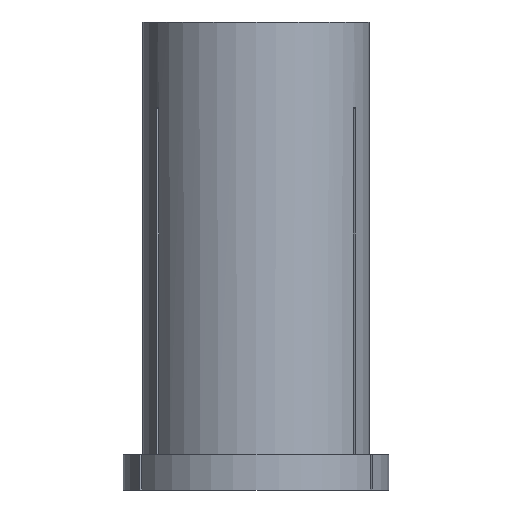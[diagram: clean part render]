
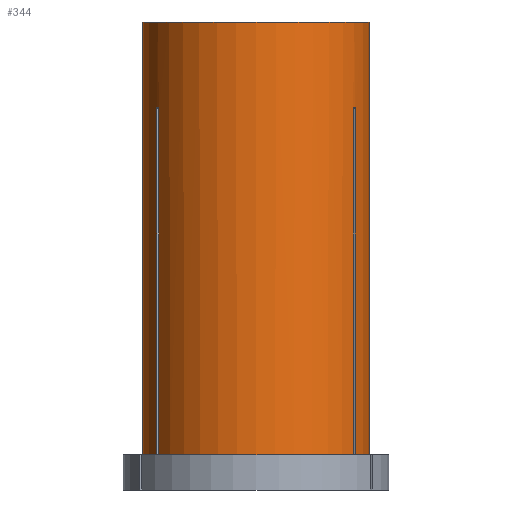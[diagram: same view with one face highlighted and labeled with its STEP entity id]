
A CAD part, front view. The second image highlights one B-rep face of the part: STEP entity #344.
In plain terms, the highlighted cylindrical face has radius 16 mm (diameter 32 mm), a partial arc.
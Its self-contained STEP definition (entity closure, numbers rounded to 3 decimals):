
#4 = ORIENTED_EDGE ( 'NONE', *, *, #965, .T. ) ;
#28 = EDGE_CURVE ( 'NONE', #647, #583, #1073, .T. ) ;
#61 = CARTESIAN_POINT ( 'NONE',  ( 14.004, -7.739, -12.085 ) ) ;
#73 = AXIS2_PLACEMENT_3D ( 'NONE', #904, #890, #435 ) ;
#81 = EDGE_CURVE ( 'NONE', #654, #1095, #177, .T. ) ;
#84 = DIRECTION ( 'NONE',  ( 0., 0., 1. ) ) ;
#89 = EDGE_CURVE ( 'NONE', #1273, #583, #1259, .T. ) ;
#96 = VERTEX_POINT ( 'NONE', #759 ) ;
#99 = VERTEX_POINT ( 'NONE', #1065 ) ;
#110 = VERTEX_POINT ( 'NONE', #271 ) ;
#112 = DIRECTION ( 'NONE',  ( 0., 0., 1. ) ) ;
#116 = EDGE_LOOP ( 'NONE', ( #1003, #846, #835, #1177, #293, #1115, #4, #1107, #850, #956, #792, #1199 ) ) ;
#135 = CARTESIAN_POINT ( 'NONE',  ( -13.704, -8.258, -12.085 ) ) ;
#152 = DIRECTION ( 'NONE',  ( 0., 0., 1. ) ) ;
#177 = CIRCLE ( 'NONE', #1050, 16. ) ;
#183 = DIRECTION ( 'NONE',  ( 1., 0., 0. ) ) ;
#190 = DIRECTION ( 'NONE',  ( 0., 0., 1. ) ) ;
#270 = CARTESIAN_POINT ( 'NONE',  ( -16., 0., 0. ) ) ;
#271 = CARTESIAN_POINT ( 'NONE',  ( -13.704, -8.258, -61. ) ) ;
#293 = ORIENTED_EDGE ( 'NONE', *, *, #350, .F. ) ;
#307 = CARTESIAN_POINT ( 'NONE',  ( -13.704, -8.258, -12.085 ) ) ;
#309 = EDGE_CURVE ( 'NONE', #99, #654, #1210, .T. ) ;
#319 = CARTESIAN_POINT ( 'NONE',  ( 16., 0., 0. ) ) ;
#328 = EDGE_CURVE ( 'NONE', #99, #1258, #1013, .T. ) ;
#331 = EDGE_CURVE ( 'NONE', #110, #1267, #1079, .T. ) ;
#344 = ADVANCED_FACE ( 'NONE', ( #1010 ), #982, .T. ) ;
#345 = B_SPLINE_CURVE_WITH_KNOTS ( 'NONE', 3,
 ( #603, #1110, #1206, #853, #976, #307 ),
 .UNSPECIFIED., .F., .F.,
 ( 4, 2, 4 ),
 ( 0.081, 0.082, 0.082 ),
 .UNSPECIFIED. ) ;
#350 = EDGE_CURVE ( 'NONE', #110, #1171, #1012, .T. ) ;
#358 = CARTESIAN_POINT ( 'NONE',  ( 0., 0., 0. ) ) ;
#362 = CARTESIAN_POINT ( 'NONE',  ( 13.955, -7.827, -12.084 ) ) ;
#371 = DIRECTION ( 'NONE',  ( 1., 0., 0. ) ) ;
#435 = DIRECTION ( 'NONE',  ( 1., 0., 0. ) ) ;
#445 = CARTESIAN_POINT ( 'NONE',  ( 13.704, -8.258, -61. ) ) ;
#450 = VECTOR ( 'NONE', #1275, 1000. ) ;
#488 = LINE ( 'NONE', #559, #450 ) ;
#496 = CARTESIAN_POINT ( 'NONE',  ( 13.704, -8.258, 0. ) ) ;
#507 = AXIS2_PLACEMENT_3D ( 'NONE', #884, #84, #371 ) ;
#531 = DIRECTION ( 'NONE',  ( 1., 0., 0. ) ) ;
#554 = AXIS2_PLACEMENT_3D ( 'NONE', #776, #676, #808 ) ;
#555 = VECTOR ( 'NONE', #620, 1000. ) ;
#559 = CARTESIAN_POINT ( 'NONE',  ( 16., 0., 0. ) ) ;
#573 = VECTOR ( 'NONE', #112, 1000. ) ;
#583 = VERTEX_POINT ( 'NONE', #685 ) ;
#590 = LINE ( 'NONE', #496, #573 ) ;
#603 = CARTESIAN_POINT ( 'NONE',  ( -14.004, -7.739, -12.085 ) ) ;
#620 = DIRECTION ( 'NONE',  ( 0., 0., 1. ) ) ;
#639 = LINE ( 'NONE', #974, #555 ) ;
#642 = CARTESIAN_POINT ( 'NONE',  ( 13.857, -8.001, -12.083 ) ) ;
#647 = VERTEX_POINT ( 'NONE', #832 ) ;
#654 = VERTEX_POINT ( 'NONE', #270 ) ;
#666 = CIRCLE ( 'NONE', #838, 16. ) ;
#670 = CARTESIAN_POINT ( 'NONE',  ( -14.004, -7.739, -61. ) ) ;
#676 = DIRECTION ( 'NONE',  ( 0., 0., 1. ) ) ;
#685 = CARTESIAN_POINT ( 'NONE',  ( 14.004, -7.739, -12.085 ) ) ;
#694 = VECTOR ( 'NONE', #1116, 1000. ) ;
#717 = CARTESIAN_POINT ( 'NONE',  ( -13.704, -8.258, 0. ) ) ;
#725 = CARTESIAN_POINT ( 'NONE',  ( -16., 0., 0. ) ) ;
#759 = CARTESIAN_POINT ( 'NONE',  ( 16., 0., -61. ) ) ;
#776 = CARTESIAN_POINT ( 'NONE',  ( 0., 0., -61. ) ) ;
#792 = ORIENTED_EDGE ( 'NONE', *, *, #1166, .T. ) ;
#793 = CARTESIAN_POINT ( 'NONE',  ( -14.004, -7.739, -12.085 ) ) ;
#806 = DIRECTION ( 'NONE',  ( 0., 0., 1. ) ) ;
#808 = DIRECTION ( 'NONE',  ( 1., 0., 0. ) ) ;
#832 = CARTESIAN_POINT ( 'NONE',  ( 14.004, -7.739, -61. ) ) ;
#835 = ORIENTED_EDGE ( 'NONE', *, *, #991, .T. ) ;
#838 = AXIS2_PLACEMENT_3D ( 'NONE', #921, #896, #531 ) ;
#846 = ORIENTED_EDGE ( 'NONE', *, *, #328, .T. ) ;
#850 = ORIENTED_EDGE ( 'NONE', *, *, #28, .F. ) ;
#853 = CARTESIAN_POINT ( 'NONE',  ( -13.806, -8.087, -12.083 ) ) ;
#861 = CARTESIAN_POINT ( 'NONE',  ( 13.704, -8.258, -12.085 ) ) ;
#869 = EDGE_CURVE ( 'NONE', #647, #96, #666, .T. ) ;
#884 = CARTESIAN_POINT ( 'NONE',  ( 0., 0., -61. ) ) ;
#890 = DIRECTION ( 'NONE',  ( 0., 0., 1. ) ) ;
#896 = DIRECTION ( 'NONE',  ( 0., 0., 1. ) ) ;
#904 = CARTESIAN_POINT ( 'NONE',  ( 0., 0., 0. ) ) ;
#921 = CARTESIAN_POINT ( 'NONE',  ( 0., 0., -61. ) ) ;
#956 = ORIENTED_EDGE ( 'NONE', *, *, #869, .T. ) ;
#965 = EDGE_CURVE ( 'NONE', #1267, #1273, #590, .T. ) ;
#974 = CARTESIAN_POINT ( 'NONE',  ( -14.004, -7.739, 0. ) ) ;
#976 = CARTESIAN_POINT ( 'NONE',  ( -13.755, -8.173, -12.084 ) ) ;
#982 = CYLINDRICAL_SURFACE ( 'NONE', #73, 16. ) ;
#991 = EDGE_CURVE ( 'NONE', #1258, #1063, #639, .T. ) ;
#992 = VECTOR ( 'NONE', #806, 1000. ) ;
#1003 = ORIENTED_EDGE ( 'NONE', *, *, #309, .F. ) ;
#1010 = FACE_OUTER_BOUND ( 'NONE', #116, .T. ) ;
#1012 = LINE ( 'NONE', #717, #992 ) ;
#1013 = CIRCLE ( 'NONE', #554, 16. ) ;
#1050 = AXIS2_PLACEMENT_3D ( 'NONE', #358, #152, #183 ) ;
#1057 = CARTESIAN_POINT ( 'NONE',  ( 13.755, -8.173, -12.084 ) ) ;
#1063 = VERTEX_POINT ( 'NONE', #793 ) ;
#1065 = CARTESIAN_POINT ( 'NONE',  ( -16., 0., -61. ) ) ;
#1073 = LINE ( 'NONE', #1249, #1155 ) ;
#1079 = CIRCLE ( 'NONE', #507, 16. ) ;
#1095 = VERTEX_POINT ( 'NONE', #319 ) ;
#1107 = ORIENTED_EDGE ( 'NONE', *, *, #89, .T. ) ;
#1110 = CARTESIAN_POINT ( 'NONE',  ( -13.956, -7.826, -12.084 ) ) ;
#1115 = ORIENTED_EDGE ( 'NONE', *, *, #331, .T. ) ;
#1116 = DIRECTION ( 'NONE',  ( 0., 0., 1. ) ) ;
#1155 = VECTOR ( 'NONE', #190, 1000. ) ;
#1166 = EDGE_CURVE ( 'NONE', #96, #1095, #488, .T. ) ;
#1171 = VERTEX_POINT ( 'NONE', #135 ) ;
#1177 = ORIENTED_EDGE ( 'NONE', *, *, #1220, .T. ) ;
#1199 = ORIENTED_EDGE ( 'NONE', *, *, #81, .F. ) ;
#1206 = CARTESIAN_POINT ( 'NONE',  ( -13.906, -7.914, -12.083 ) ) ;
#1210 = LINE ( 'NONE', #725, #694 ) ;
#1218 = CARTESIAN_POINT ( 'NONE',  ( 13.704, -8.258, -12.085 ) ) ;
#1220 = EDGE_CURVE ( 'NONE', #1063, #1171, #345, .T. ) ;
#1249 = CARTESIAN_POINT ( 'NONE',  ( 14.004, -7.739, 0. ) ) ;
#1258 = VERTEX_POINT ( 'NONE', #670 ) ;
#1259 = B_SPLINE_CURVE_WITH_KNOTS ( 'NONE', 3,
 ( #861, #1057, #642, #362, #61 ),
 .UNSPECIFIED., .F., .F.,
 ( 4, 1, 4 ),
 ( 0.09, 0.09, 0.09 ),
 .UNSPECIFIED. ) ;
#1267 = VERTEX_POINT ( 'NONE', #445 ) ;
#1273 = VERTEX_POINT ( 'NONE', #1218 ) ;
#1275 = DIRECTION ( 'NONE',  ( 0., 0., 1. ) ) ;
